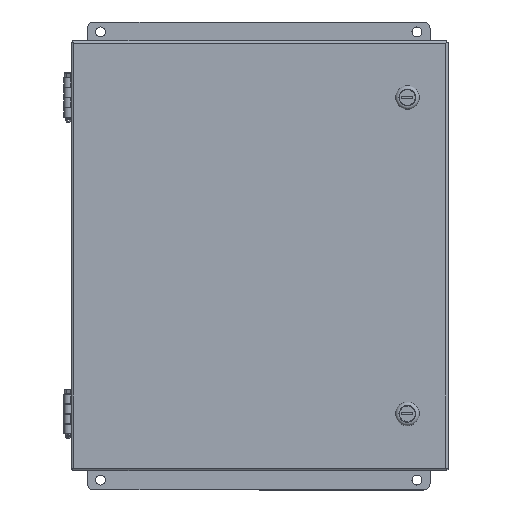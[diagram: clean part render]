
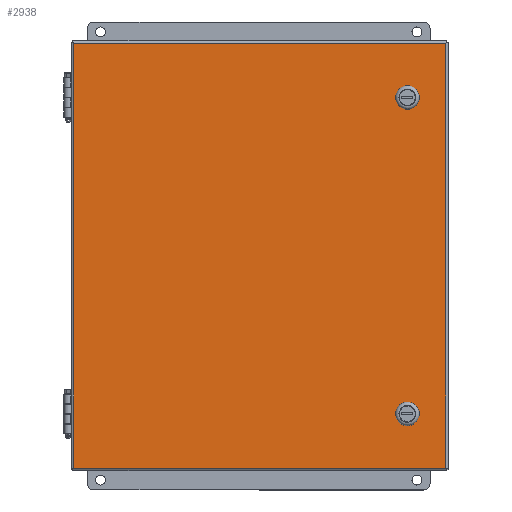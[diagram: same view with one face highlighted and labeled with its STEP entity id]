
A CAD part, top view. The second image highlights one B-rep face of the part: STEP entity #2938.
In plain terms, the highlighted face is planar.
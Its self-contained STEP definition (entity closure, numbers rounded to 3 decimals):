
#2938 = ADVANCED_FACE( '', ( #6663, #6664, #6665 ), #6666, .T. );
#6663 = FACE_BOUND( '', #20582, .T. );
#6664 = FACE_BOUND( '', #20583, .T. );
#6665 = FACE_OUTER_BOUND( '', #20584, .T. );
#6666 = PLANE( '', #20585 );
#20582 = EDGE_LOOP( '', ( #47697, #47698, #47699, #47700 ) );
#20583 = EDGE_LOOP( '', ( #47701, #47702, #47703, #47704 ) );
#20584 = EDGE_LOOP( '', ( #47705, #47706, #47707, #47708 ) );
#20585 = AXIS2_PLACEMENT_3D( '', #47709, #47710, #47711 );
#47697 = ORIENTED_EDGE( '', *, *, #60539, .F. );
#47698 = ORIENTED_EDGE( '', *, *, #59312, .F. );
#47699 = ORIENTED_EDGE( '', *, *, #59395, .F. );
#47700 = ORIENTED_EDGE( '', *, *, #60540, .F. );
#47701 = ORIENTED_EDGE( '', *, *, #60541, .F. );
#47702 = ORIENTED_EDGE( '', *, *, #60542, .F. );
#47703 = ORIENTED_EDGE( '', *, *, #60543, .F. );
#47704 = ORIENTED_EDGE( '', *, *, #60544, .F. );
#47705 = ORIENTED_EDGE( '', *, *, #60545, .T. );
#47706 = ORIENTED_EDGE( '', *, *, #59549, .F. );
#47707 = ORIENTED_EDGE( '', *, *, #60546, .T. );
#47708 = ORIENTED_EDGE( '', *, *, #60547, .T. );
#47709 = CARTESIAN_POINT( '', ( -181.61, 0., -207.01 ) );
#47710 = DIRECTION( '', ( 0., -1., 0. ) );
#47711 = DIRECTION( '', ( 0., 0., -1. ) );
#59312 = EDGE_CURVE( '', #64931, #64933, #64934, .T. );
#59395 = EDGE_CURVE( '', #65069, #64931, #65071, .T. );
#59549 = EDGE_CURVE( '', #65329, #65331, #65332, .T. );
#60539 = EDGE_CURVE( '', #64933, #66932, #66933, .T. );
#60540 = EDGE_CURVE( '', #66932, #65069, #66934, .T. );
#60541 = EDGE_CURVE( '', #66935, #66936, #66937, .T. );
#60542 = EDGE_CURVE( '', #66938, #66935, #66939, .T. );
#60543 = EDGE_CURVE( '', #66940, #66938, #66941, .T. );
#60544 = EDGE_CURVE( '', #66936, #66940, #66942, .T. );
#60545 = EDGE_CURVE( '', #66943, #65331, #66944, .T. );
#60546 = EDGE_CURVE( '', #65329, #63693, #66945, .T. );
#60547 = EDGE_CURVE( '', #63693, #66943, #66946, .T. );
#63693 = VERTEX_POINT( '', #71188 );
#64931 = VERTEX_POINT( '', #74299 );
#64933 = VERTEX_POINT( '', #74302 );
#64934 = LINE( '', #74303, #74304 );
#65069 = VERTEX_POINT( '', #74636 );
#65071 = CIRCLE( '', #74639, 9.716 );
#65329 = VERTEX_POINT( '', #75217 );
#65331 = VERTEX_POINT( '', #75219 );
#65332 = LINE( '', #75220, #75221 );
#66932 = VERTEX_POINT( '', #79763 );
#66933 = CIRCLE( '', #79764, 9.716 );
#66934 = LINE( '', #79765, #79766 );
#66935 = VERTEX_POINT( '', #79767 );
#66936 = VERTEX_POINT( '', #79768 );
#66937 = CIRCLE( '', #79769, 9.716 );
#66938 = VERTEX_POINT( '', #79770 );
#66939 = LINE( '', #79771, #79772 );
#66940 = VERTEX_POINT( '', #79773 );
#66941 = CIRCLE( '', #79774, 9.716 );
#66942 = LINE( '', #79775, #79776 );
#66943 = VERTEX_POINT( '', #79777 );
#66944 = LINE( '', #79778, #79779 );
#66945 = LINE( '', #79780, #79781 );
#66946 = LINE( '', #79782, #79783 );
#71188 = CARTESIAN_POINT( '', ( -179.273, 0., -204.673 ) );
#74299 = CARTESIAN_POINT( '', ( 150.241, 0., 147.078 ) );
#74302 = CARTESIAN_POINT( '', ( 150.241, 0., 157.722 ) );
#74303 = CARTESIAN_POINT( '', ( 150.241, 0., 157.722 ) );
#74304 = VECTOR( '', #90218, 1000. );
#74636 = CARTESIAN_POINT( '', ( 133.985, 0., 147.078 ) );
#74639 = AXIS2_PLACEMENT_3D( '', #90279, #90280, #90281 );
#75217 = CARTESIAN_POINT( '', ( -179.273, 0., 204.673 ) );
#75219 = CARTESIAN_POINT( '', ( 179.273, 0., 204.673 ) );
#75220 = CARTESIAN_POINT( '', ( -179.273, 0., 204.673 ) );
#75221 = VECTOR( '', #90408, 1000. );
#79763 = CARTESIAN_POINT( '', ( 133.985, 0., 157.722 ) );
#79764 = AXIS2_PLACEMENT_3D( '', #91062, #91063, #91064 );
#79765 = CARTESIAN_POINT( '', ( 133.985, 0., 157.722 ) );
#79766 = VECTOR( '', #91065, 1000. );
#79767 = CARTESIAN_POINT( '', ( 150.241, 0., -147.078 ) );
#79768 = CARTESIAN_POINT( '', ( 133.985, 0., -147.078 ) );
#79769 = AXIS2_PLACEMENT_3D( '', #91066, #91067, #91068 );
#79770 = CARTESIAN_POINT( '', ( 150.241, 0., -157.722 ) );
#79771 = CARTESIAN_POINT( '', ( 150.241, 0., -147.078 ) );
#79772 = VECTOR( '', #91069, 1000. );
#79773 = CARTESIAN_POINT( '', ( 133.985, 0., -157.722 ) );
#79774 = AXIS2_PLACEMENT_3D( '', #91070, #91071, #91072 );
#79775 = CARTESIAN_POINT( '', ( 133.985, 0., -147.078 ) );
#79776 = VECTOR( '', #91073, 1000. );
#79777 = CARTESIAN_POINT( '', ( 179.273, 0., -204.673 ) );
#79778 = CARTESIAN_POINT( '', ( 179.273, 0., 204.673 ) );
#79779 = VECTOR( '', #91074, 1000. );
#79780 = CARTESIAN_POINT( '', ( -179.273, 0., -207.01 ) );
#79781 = VECTOR( '', #91075, 1000. );
#79782 = CARTESIAN_POINT( '', ( 181.61, 0., -204.673 ) );
#79783 = VECTOR( '', #91076, 1000. );
#90218 = DIRECTION( '', ( 0., 0., 1. ) );
#90279 = CARTESIAN_POINT( '', ( 142.113, 0., 152.4 ) );
#90280 = DIRECTION( '', ( 0., -1., 0. ) );
#90281 = DIRECTION( '', ( 1., 0., 0. ) );
#90408 = DIRECTION( '', ( 1., 0., 0. ) );
#91062 = CARTESIAN_POINT( '', ( 142.113, 0., 152.4 ) );
#91063 = DIRECTION( '', ( 0., -1., 0. ) );
#91064 = DIRECTION( '', ( 1., 0., 0. ) );
#91065 = DIRECTION( '', ( 0., 0., -1. ) );
#91066 = CARTESIAN_POINT( '', ( 142.113, 0., -152.4 ) );
#91067 = DIRECTION( '', ( 0., -1., 0. ) );
#91068 = DIRECTION( '', ( 1., 0., 0. ) );
#91069 = DIRECTION( '', ( 0., 0., 1. ) );
#91070 = CARTESIAN_POINT( '', ( 142.113, 0., -152.4 ) );
#91071 = DIRECTION( '', ( 0., -1., 0. ) );
#91072 = DIRECTION( '', ( 1., 0., 0. ) );
#91073 = DIRECTION( '', ( 0., 0., -1. ) );
#91074 = DIRECTION( '', ( 0., 0., 1. ) );
#91075 = DIRECTION( '', ( 0., 0., -1. ) );
#91076 = DIRECTION( '', ( 1., 0., 0. ) );
